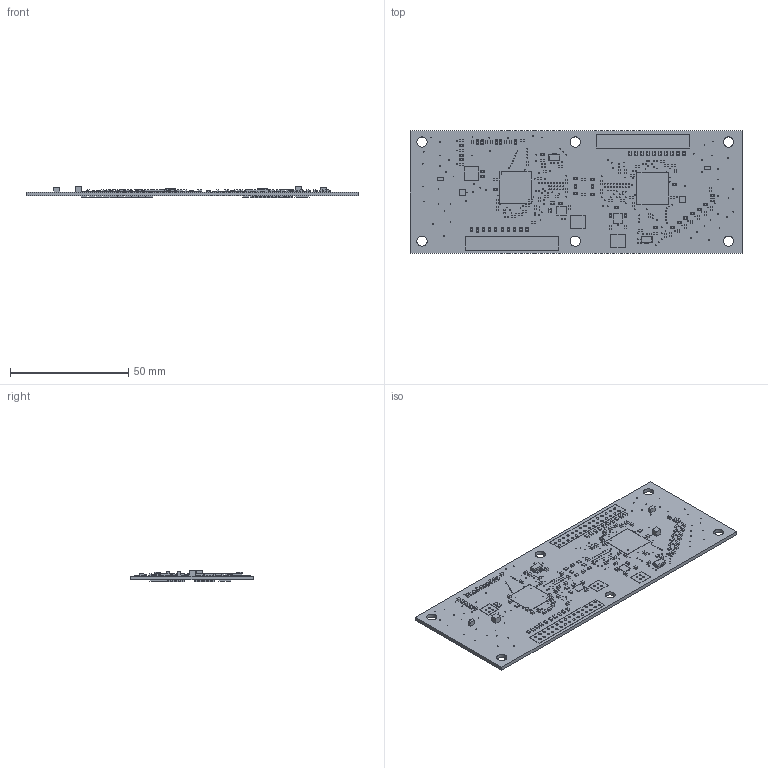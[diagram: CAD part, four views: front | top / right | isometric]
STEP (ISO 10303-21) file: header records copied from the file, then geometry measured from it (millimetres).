
FILE_DESCRIPTION(/* description */ (''),/* implementation_level */ '2;1');
FILE_NAME(/* name */ '30daec01-6990-4859-8fcd-c1c4c6a51cb8.stp',/* time_stamp */ '2024-07-23T04:57:30Z',/* author */ (''),/* organization */ (''),/* preprocessor_version */ 'ST-DEVELOPER v20',/* originating_system */ 'Autodesk Translation Framework v13.14.0.145',/* authorisation */ '');
FILE_SCHEMA (('AUTOMOTIVE_DESIGN { 1 0 10303 214 3 1 1 }'));
Length unit declared in the file: millimetre
Products named in the file (13): 30daec01-6990-4859-8fcd-c1c4c6a51cb8; PCB Component; Board; 0.47uF; DF11-4DP-2DSA(24); ESDAVLC6-2BLY; PBQ79656PAPTQ1; 10; PBHV8115X, 115; TPB2,54; 87606-315LF; SMD1,27-2,54; 10_1
Assembly tree (180 placements, depth 3):
  30daec01-6990-4859-8fcd-c1c4c6a51cb8
    PCB Component
      Board
      0.47uF  x89
      DF11-4DP-2DSA(24)  x3
      ESDAVLC6-2BLY  x2
      PBQ79656PAPTQ1  x2
      10  x54
      PBHV8115X, 115  x2
      TPB2,54  x2
      87606-315LF  x2
      SMD1,27-2,54  x2
      10_1  x20
Bounding box: 140.31 x 51.74 x 5 mm (x, y, z)
Volume: 11633.7 mm3; surface area: 19518.3 mm2
Topology: 179 solids, 179 shells, 4998 faces, 10996 edges, 6464 vertices
Faces by surface type: plane 2526, cylinder 1608, sphere 864
Full cylindrical faces by diameter (mm): 0.35 x234, 0.762 x12, 1.016 x60, 4.318 x6
Entity records: 18467 total; most frequent: DIRECTION 3254, CARTESIAN_POINT 2753, ORIENTED_EDGE 2536, AXIS2_PLACEMENT_3D 1329, EDGE_CURVE 1268, EDGE_LOOP 1090, VERTEX_POINT 828, CIRCLE 672
